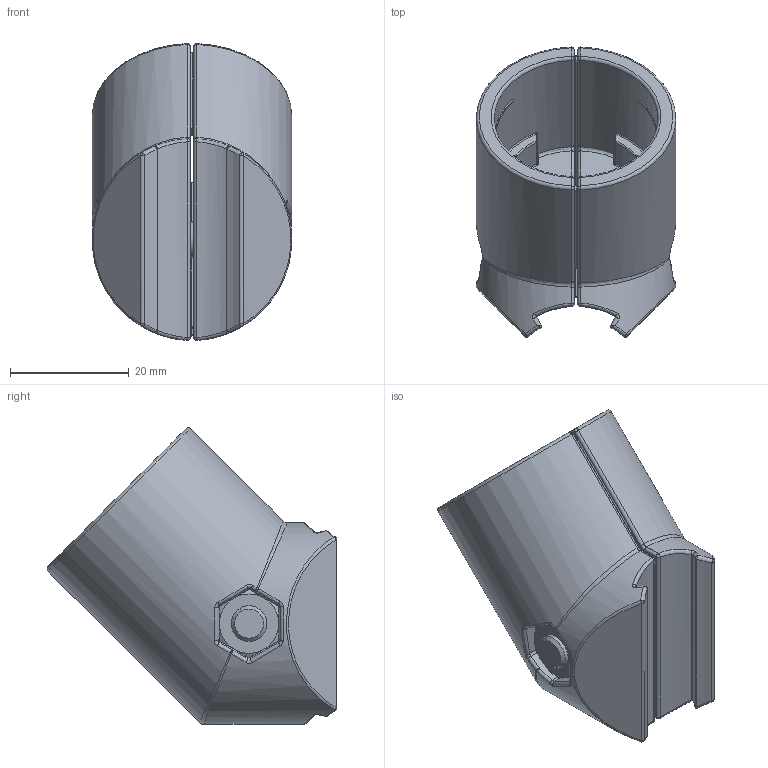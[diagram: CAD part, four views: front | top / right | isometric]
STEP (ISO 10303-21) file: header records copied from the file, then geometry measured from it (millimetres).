
FILE_DESCRIPTION (( 'STEP AP214' ), '1' );
FILE_NAME ('099rv2845s01.STEP', '2014-08-21T12:28:55', ( '' ), ( '' ), 'SwSTEP 2.0', 'SolidWorks 2014', '' );
FILE_SCHEMA (( 'AUTOMOTIVE_DESIGN' ));
Length unit declared in the file: millimetre
Products named in the file (5): 106163 - 4DIN934m6m_Hexagon Nut ISO 4032 - M6 - W - C; 106019 - 4DIN912M0625M_DIN 912 M6 x 25 --- 25N; 099rv2845r02_Standard; 099rv2845r01_Standard; 099rv2845s01
Assembly tree (4 placements, depth 2):
  099rv2845s01
    099rv2845r01_Standard
    099rv2845r02_Standard
    106019 - 4DIN912M0625M_DIN 912 M6 x 25 --- 25N
    106163 - 4DIN934m6m_Hexagon Nut ISO 4032 - M6 - W - C
Bounding box: 33.59 x 48.81 x 49.97 mm (x, y, z)
Volume: 20736 mm3; surface area: 13850.4 mm2
Topology: 4 solids, 4 shells, 757 faces, 1752 edges, 941 vertices
Faces by surface type: cylinder 262, bspline 182, plane 111, torus 110, sphere 74, cone 18
Entity records: 24756 total; most frequent: CARTESIAN_POINT 9091, ORIENTED_EDGE 3336, DIRECTION 3238, EDGE_CURVE 1668, AXIS2_PLACEMENT_3D 1380, VERTEX_POINT 933, CIRCLE 798, EDGE_LOOP 777
